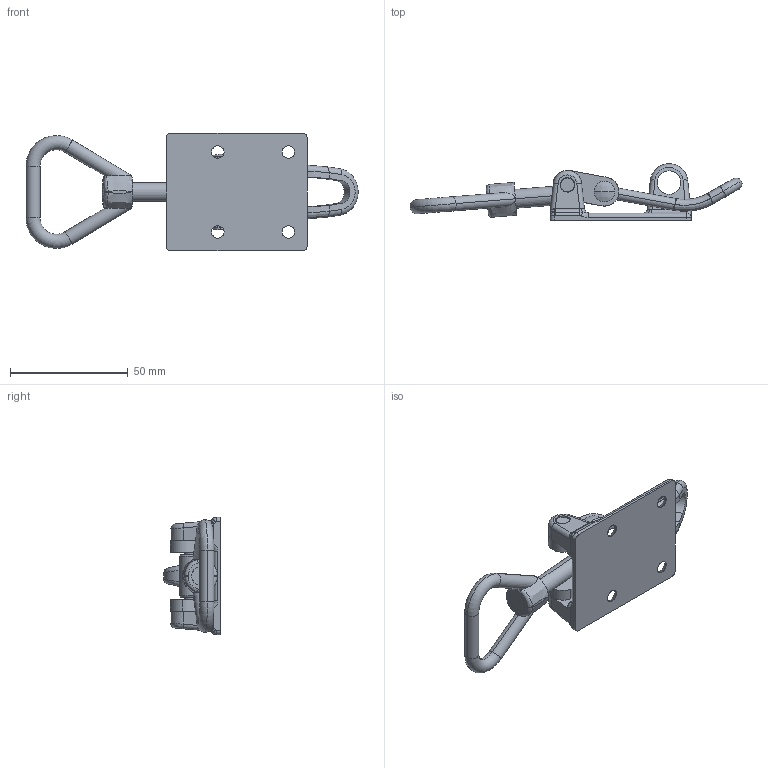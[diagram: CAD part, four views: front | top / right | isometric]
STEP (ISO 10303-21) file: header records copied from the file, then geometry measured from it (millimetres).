
FILE_DESCRIPTION (( 'STEP AP214' ), '1' );
FILE_NAME ('510819 - 503 C Kromad.STEP', '2016-12-30T07:45:33', ( '' ), ( '' ), 'SwSTEP 2.0', 'SolidWorks 2015', '' );
FILE_SCHEMA (( 'AUTOMOTIVE_DESIGN' ));
Length unit declared in the file: millimetre
Products named in the file (6): Hålnit 6x32; Justerskruv M8; bygel 3; Ring 3; 403-503 C; 510819 - 503 C Kromad
Assembly tree (5 placements, depth 2):
  510819 - 503 C Kromad
    403-503 C
    Ring 3
    bygel 3
    Justerskruv M8
    Hålnit 6x32
Bounding box: 141.24 x 24 x 50 mm (x, y, z)
Volume: 28528.3 mm3; surface area: 18946.7 mm2
Topology: 5 solids, 5 shells, 270 faces, 658 edges, 396 vertices
Faces by surface type: cylinder 105, bspline 76, plane 60, torus 12, sphere 9, cone 8
Entity records: 11978 total; most frequent: CARTESIAN_POINT 6037, ORIENTED_EDGE 1304, DIRECTION 1064, EDGE_CURVE 652, AXIS2_PLACEMENT_3D 424, VERTEX_POINT 396, EDGE_LOOP 298, FACE_OUTER_BOUND 270
